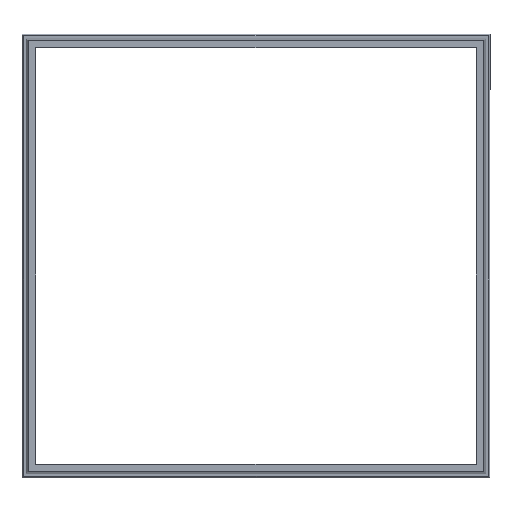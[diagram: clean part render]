
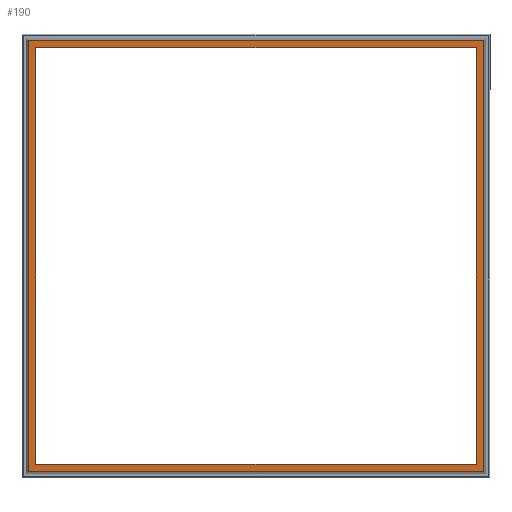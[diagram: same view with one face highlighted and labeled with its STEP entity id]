
A CAD part, top view. The second image highlights one B-rep face of the part: STEP entity #190.
In plain terms, the highlighted planar face has unit normal (0, 0, 1).
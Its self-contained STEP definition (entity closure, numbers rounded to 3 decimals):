
#4 = LINE ( 'NONE', #334, #396 ) ;
#12 = CARTESIAN_POINT ( 'NONE',  ( 27.379, 27.379, -12. ) ) ;
#14 = DIRECTION ( 'NONE',  ( 0., 0., -1. ) ) ;
#24 = ORIENTED_EDGE ( 'NONE', *, *, #182, .F. ) ;
#26 = DIRECTION ( 'NONE',  ( -1., 0., 0. ) ) ;
#29 = VERTEX_POINT ( 'NONE', #287 ) ;
#47 = VECTOR ( 'NONE', #402, 1000. ) ;
#53 = EDGE_CURVE ( 'NONE', #194, #272, #181, .T. ) ;
#59 = EDGE_LOOP ( 'NONE', ( #249, #123, #226, #344 ) ) ;
#68 = CARTESIAN_POINT ( 'NONE',  ( 21.287, 21.287, -12. ) ) ;
#86 = ORIENTED_EDGE ( 'NONE', *, *, #399, .F. ) ;
#90 = ORIENTED_EDGE ( 'NONE', *, *, #146, .F. ) ;
#92 = CARTESIAN_POINT ( 'NONE',  ( 27.379, 372.621, -12. ) ) ;
#103 = ORIENTED_EDGE ( 'NONE', *, *, #326, .F. ) ;
#104 = EDGE_CURVE ( 'NONE', #198, #194, #4, .T. ) ;
#112 = EDGE_LOOP ( 'NONE', ( #24, #103, #90, #86 ) ) ;
#117 = CARTESIAN_POINT ( 'NONE',  ( 398.713, 384.22, -12. ) ) ;
#120 = DIRECTION ( 'NONE',  ( 0., 1., 0. ) ) ;
#123 = ORIENTED_EDGE ( 'NONE', *, *, #308, .T. ) ;
#126 = PLANE ( 'NONE',  #359 ) ;
#146 = EDGE_CURVE ( 'NONE', #366, #433, #446, .T. ) ;
#181 = LINE ( 'NONE', #336, #212 ) ;
#182 = EDGE_CURVE ( 'NONE', #398, #29, #461, .T. ) ;
#190 = ADVANCED_FACE ( 'NONE', ( #427, #203 ), #126, .F. ) ;
#194 = VERTEX_POINT ( 'NONE', #316 ) ;
#198 = VERTEX_POINT ( 'NONE', #92 ) ;
#203 = FACE_OUTER_BOUND ( 'NONE', #112, .T. ) ;
#204 = VERTEX_POINT ( 'NONE', #12 ) ;
#205 = DIRECTION ( 'NONE',  ( 1., 0., 0. ) ) ;
#207 = VECTOR ( 'NONE', #263, 1000. ) ;
#208 = CARTESIAN_POINT ( 'NONE',  ( 27.379, 15.78, -12. ) ) ;
#212 = VECTOR ( 'NONE', #269, 1000. ) ;
#226 = ORIENTED_EDGE ( 'NONE', *, *, #434, .T. ) ;
#227 = VECTOR ( 'NONE', #120, 1000. ) ;
#231 = CARTESIAN_POINT ( 'NONE',  ( 392.621, 27.379, -12. ) ) ;
#242 = DIRECTION ( 'NONE',  ( -1., 0., 0. ) ) ;
#245 = LINE ( 'NONE', #208, #47 ) ;
#249 = ORIENTED_EDGE ( 'NONE', *, *, #53, .T. ) ;
#251 = CARTESIAN_POINT ( 'NONE',  ( 398.713, 21.287, -12. ) ) ;
#260 = VECTOR ( 'NONE', #205, 1000. ) ;
#263 = DIRECTION ( 'NONE',  ( 0., -1., 0. ) ) ;
#269 = DIRECTION ( 'NONE',  ( 0., -1., 0. ) ) ;
#272 = VERTEX_POINT ( 'NONE', #231 ) ;
#274 = CARTESIAN_POINT ( 'NONE',  ( 27.379, 15.78, -12. ) ) ;
#287 = CARTESIAN_POINT ( 'NONE',  ( 21.287, 378.713, -12. ) ) ;
#308 = EDGE_CURVE ( 'NONE', #272, #204, #440, .T. ) ;
#311 = DIRECTION ( 'NONE',  ( -1., 0., 0. ) ) ;
#316 = CARTESIAN_POINT ( 'NONE',  ( 392.621, 372.621, -12. ) ) ;
#326 = EDGE_CURVE ( 'NONE', #433, #398, #328, .T. ) ;
#328 = LINE ( 'NONE', #471, #465 ) ;
#334 = CARTESIAN_POINT ( 'NONE',  ( 15.78, 372.621, -12. ) ) ;
#336 = CARTESIAN_POINT ( 'NONE',  ( 392.621, 384.22, -12. ) ) ;
#344 = ORIENTED_EDGE ( 'NONE', *, *, #104, .T. ) ;
#359 = AXIS2_PLACEMENT_3D ( 'NONE', #274, #14, #311 ) ;
#366 = VERTEX_POINT ( 'NONE', #474 ) ;
#375 = DIRECTION ( 'NONE',  ( 1., 0., 0. ) ) ;
#394 = LINE ( 'NONE', #397, #260 ) ;
#396 = VECTOR ( 'NONE', #375, 1000. ) ;
#397 = CARTESIAN_POINT ( 'NONE',  ( 15.78, 378.713, -12. ) ) ;
#398 = VERTEX_POINT ( 'NONE', #68 ) ;
#399 = EDGE_CURVE ( 'NONE', #29, #366, #394, .T. ) ;
#402 = DIRECTION ( 'NONE',  ( 0., 1., 0. ) ) ;
#407 = VECTOR ( 'NONE', #26, 1000. ) ;
#421 = CARTESIAN_POINT ( 'NONE',  ( 21.287, 15.78, -12. ) ) ;
#427 = FACE_BOUND ( 'NONE', #59, .T. ) ;
#433 = VERTEX_POINT ( 'NONE', #251 ) ;
#434 = EDGE_CURVE ( 'NONE', #204, #198, #245, .T. ) ;
#440 = LINE ( 'NONE', #469, #407 ) ;
#446 = LINE ( 'NONE', #117, #207 ) ;
#461 = LINE ( 'NONE', #421, #227 ) ;
#465 = VECTOR ( 'NONE', #242, 1000. ) ;
#469 = CARTESIAN_POINT ( 'NONE',  ( 404.22, 27.379, -12. ) ) ;
#471 = CARTESIAN_POINT ( 'NONE',  ( 404.22, 21.287, -12. ) ) ;
#474 = CARTESIAN_POINT ( 'NONE',  ( 398.713, 378.713, -12. ) ) ;
